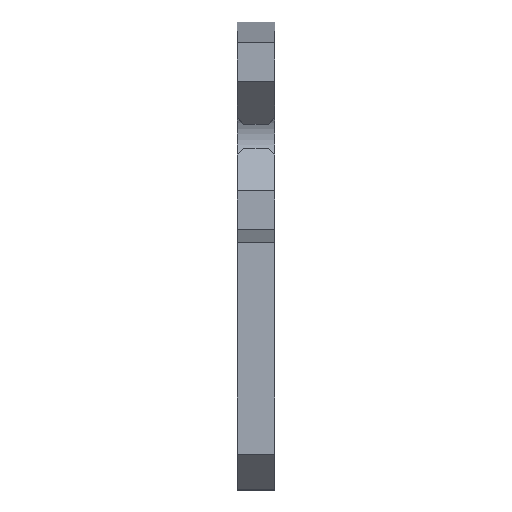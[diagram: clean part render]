
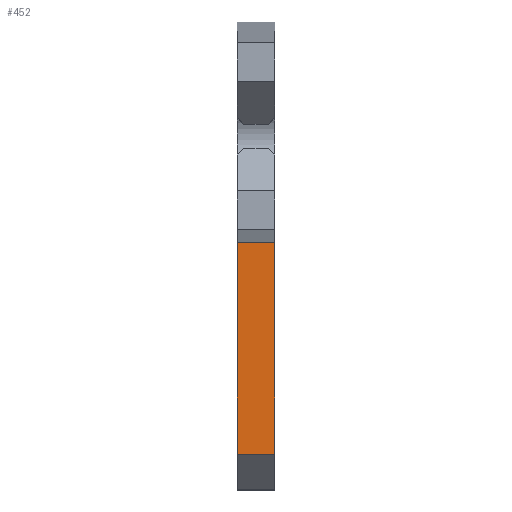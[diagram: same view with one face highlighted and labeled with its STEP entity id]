
A CAD part, top view. The second image highlights one B-rep face of the part: STEP entity #452.
In plain terms, the highlighted planar face has unit normal (0, 0, 1).
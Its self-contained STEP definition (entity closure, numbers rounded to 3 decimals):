
#39 = ORIENTED_EDGE ( 'NONE', *, *, #324, .T. ) ;
#53 = CARTESIAN_POINT ( 'NONE',  ( 0.3, -5.042, 4.166 ) ) ;
#71 = EDGE_CURVE ( 'NONE', #840, #365, #99, .T. ) ;
#86 = DIRECTION ( 'NONE',  ( -1., 0., 0. ) ) ;
#99 = LINE ( 'NONE', #312, #511 ) ;
#117 = CARTESIAN_POINT ( 'NONE',  ( 1.551, -1.685, 4.166 ) ) ;
#131 = FACE_OUTER_BOUND ( 'NONE', #581, .T. ) ;
#162 = EDGE_CURVE ( 'NONE', #167, #365, #411, .T. ) ;
#167 = VERTEX_POINT ( 'NONE', #564 ) ;
#250 = LINE ( 'NONE', #53, #268 ) ;
#268 = VECTOR ( 'NONE', #928, 1000. ) ;
#312 = CARTESIAN_POINT ( 'NONE',  ( -0.3, -5.042, 4.166 ) ) ;
#324 = EDGE_CURVE ( 'NONE', #572, #840, #1002, .T. ) ;
#326 = DIRECTION ( 'NONE',  ( -1., 0., 0. ) ) ;
#365 = VERTEX_POINT ( 'NONE', #907 ) ;
#401 = ORIENTED_EDGE ( 'NONE', *, *, #442, .F. ) ;
#411 = LINE ( 'NONE', #477, #751 ) ;
#428 = CARTESIAN_POINT ( 'NONE',  ( 0.3, -5.042, 4.166 ) ) ;
#436 = CARTESIAN_POINT ( 'NONE',  ( -0.3, -1.685, 4.166 ) ) ;
#442 = EDGE_CURVE ( 'NONE', #572, #167, #250, .T. ) ;
#452 = ADVANCED_FACE ( 'NONE', ( #131 ), #853, .F. ) ;
#463 = ORIENTED_EDGE ( 'NONE', *, *, #71, .T. ) ;
#477 = CARTESIAN_POINT ( 'NONE',  ( 0.3, -5.042, 4.166 ) ) ;
#511 = VECTOR ( 'NONE', #805, 1000. ) ;
#528 = DIRECTION ( 'NONE',  ( 0., 0., -1. ) ) ;
#564 = CARTESIAN_POINT ( 'NONE',  ( 0.3, -5.042, 4.166 ) ) ;
#572 = VERTEX_POINT ( 'NONE', #1015 ) ;
#581 = EDGE_LOOP ( 'NONE', ( #463, #1016, #401, #39 ) ) ;
#751 = VECTOR ( 'NONE', #86, 1000. ) ;
#762 = VECTOR ( 'NONE', #326, 1000. ) ;
#805 = DIRECTION ( 'NONE',  ( 0., -1., 0. ) ) ;
#840 = VERTEX_POINT ( 'NONE', #436 ) ;
#853 = PLANE ( 'NONE',  #1014 ) ;
#858 = DIRECTION ( 'NONE',  ( 0., 1., 0. ) ) ;
#907 = CARTESIAN_POINT ( 'NONE',  ( -0.3, -5.042, 4.166 ) ) ;
#928 = DIRECTION ( 'NONE',  ( 0., -1., 0. ) ) ;
#1002 = LINE ( 'NONE', #117, #762 ) ;
#1014 = AXIS2_PLACEMENT_3D ( 'NONE', #428, #528, #858 ) ;
#1015 = CARTESIAN_POINT ( 'NONE',  ( 0.3, -1.685, 4.166 ) ) ;
#1016 = ORIENTED_EDGE ( 'NONE', *, *, #162, .F. ) ;
